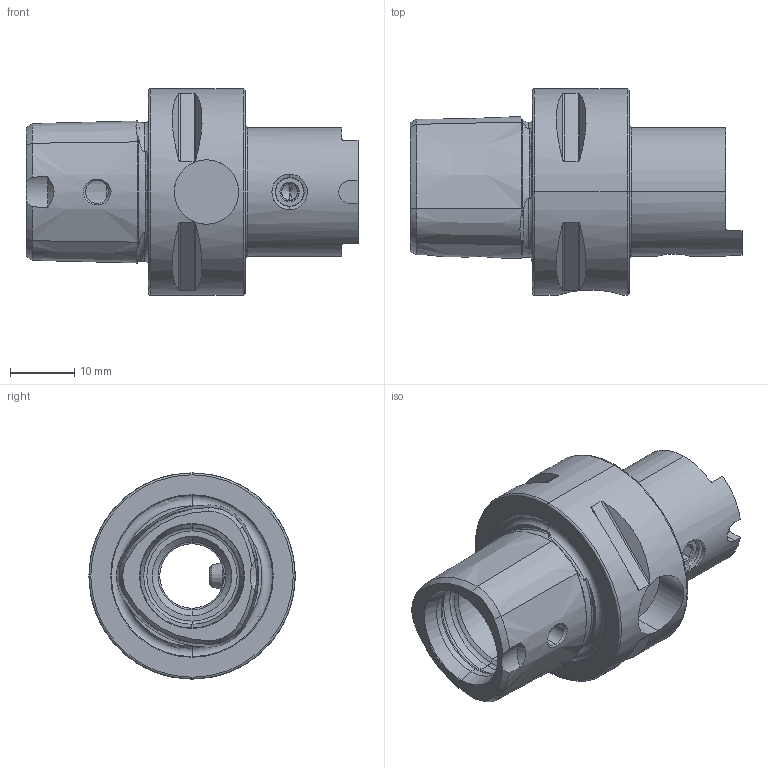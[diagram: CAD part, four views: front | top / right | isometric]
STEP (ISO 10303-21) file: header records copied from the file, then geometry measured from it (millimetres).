
FILE_DESCRIPTION (( 'STEP AP214' ), '1' );
FILE_NAME ('PS3.LV4.K01.030.STEP', '2025-11-17T15:28:01', ( '' ), ( '' ), 'SwSTEP 2.0', 'SolidWorks 2022', '' );
FILE_SCHEMA (( 'AUTOMOTIVE_DESIGN' ));
Length unit declared in the file: millimetre
Products named in the file (3): PS3.LV4.K01.030; PS3-LV4.K01.030_B_Fertigbearbeitung; MB1-ER1.001.006_A
Assembly tree (2 placements, depth 2):
  PS3.LV4.K01.030
    PS3-LV4.K01.030_B_Fertigbearbeitung
    MB1-ER1.001.006_A
Bounding box: 51.5 x 32 x 32 mm (x, y, z)
Volume: 17459.4 mm3; surface area: 7417.4 mm2
Topology: 2 solids, 2 shells, 189 faces, 441 edges, 263 vertices
Faces by surface type: cone 61, cylinder 45, plane 43, torus 40
Entity records: 6232 total; most frequent: CARTESIAN_POINT 1810, DIRECTION 915, ORIENTED_EDGE 878, EDGE_CURVE 439, AXIS2_PLACEMENT_3D 384, VERTEX_POINT 263, EDGE_LOOP 204, CIRCLE 190
